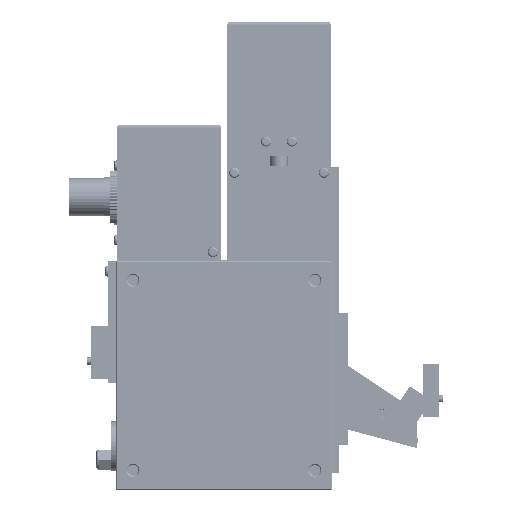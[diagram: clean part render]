
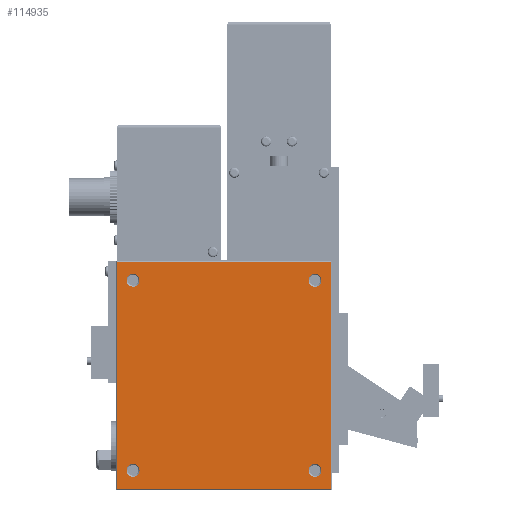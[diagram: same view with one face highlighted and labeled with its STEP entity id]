
A CAD part, left-side view. The second image highlights one B-rep face of the part: STEP entity #114935.
In plain terms, the highlighted planar face has unit normal (-1, 0, 0).
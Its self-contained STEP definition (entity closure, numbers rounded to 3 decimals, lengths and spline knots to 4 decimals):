
#3987=LINE('',#169983,#13792);
#3991=LINE('',#169992,#13796);
#3994=LINE('',#169996,#13799);
#3996=LINE('',#169999,#13801);
#13792=VECTOR('',#139030,6.1811);
#13796=VECTOR('',#139036,6.1811);
#13799=VECTOR('',#139041,6.5748);
#13801=VECTOR('',#139045,6.5748);
#22978=PLANE('',#123817);
#27276=FACE_BOUND('',#39239,.T.);
#27277=FACE_BOUND('',#39240,.T.);
#27278=FACE_BOUND('',#39241,.T.);
#27279=FACE_BOUND('',#39242,.T.);
#31192=FACE_OUTER_BOUND('',#39238,.T.);
#39238=EDGE_LOOP('',(#81476,#81477,#81478,#81479));
#39239=EDGE_LOOP('',(#81480));
#39240=EDGE_LOOP('',(#81481));
#39241=EDGE_LOOP('',(#81482));
#39242=EDGE_LOOP('',(#81483));
#47780=CIRCLE('',#123818,0.187);
#47781=CIRCLE('',#123819,0.187);
#47782=CIRCLE('',#123820,0.187);
#47783=CIRCLE('',#123821,0.187);
#52560=VERTEX_POINT('',#169980);
#52561=VERTEX_POINT('',#169982);
#52564=VERTEX_POINT('',#169989);
#52565=VERTEX_POINT('',#169991);
#52569=VERTEX_POINT('',#170011);
#52570=VERTEX_POINT('',#170013);
#52571=VERTEX_POINT('',#170015);
#52572=VERTEX_POINT('',#170017);
#63746=EDGE_CURVE('',#52560,#52561,#3987,.T.);
#63750=EDGE_CURVE('',#52564,#52565,#3991,.T.);
#63753=EDGE_CURVE('',#52561,#52564,#3994,.T.);
#63755=EDGE_CURVE('',#52565,#52560,#3996,.T.);
#63761=EDGE_CURVE('',#52569,#52569,#47780,.T.);
#63762=EDGE_CURVE('',#52570,#52570,#47781,.T.);
#63763=EDGE_CURVE('',#52571,#52571,#47782,.T.);
#63764=EDGE_CURVE('',#52572,#52572,#47783,.T.);
#81476=ORIENTED_EDGE('',*,*,#63750,.F.);
#81477=ORIENTED_EDGE('',*,*,#63753,.F.);
#81478=ORIENTED_EDGE('',*,*,#63746,.F.);
#81479=ORIENTED_EDGE('',*,*,#63755,.F.);
#81480=ORIENTED_EDGE('',*,*,#63761,.T.);
#81481=ORIENTED_EDGE('',*,*,#63762,.T.);
#81482=ORIENTED_EDGE('',*,*,#63763,.T.);
#81483=ORIENTED_EDGE('',*,*,#63764,.T.);
#114935=ADVANCED_FACE('',(#31192,#27276,#27277,#27278,#27279),#22978,.F.);
#123817=AXIS2_PLACEMENT_3D('',#170010,#139055,#139056);
#123818=AXIS2_PLACEMENT_3D('',#170012,#139057,#139058);
#123819=AXIS2_PLACEMENT_3D('',#170014,#139059,#139060);
#123820=AXIS2_PLACEMENT_3D('',#170016,#139061,#139062);
#123821=AXIS2_PLACEMENT_3D('',#170018,#139063,#139064);
#139030=DIRECTION('',(0.,1.,0.));
#139036=DIRECTION('',(0.,-1.,0.));
#139041=DIRECTION('',(0.,0.,1.));
#139045=DIRECTION('',(0.,0.,-1.));
#139055=DIRECTION('center_axis',(1.,0.,0.));
#139056=DIRECTION('ref_axis',(0.,0.,1.));
#139057=DIRECTION('center_axis',(1.,0.,0.));
#139058=DIRECTION('ref_axis',(0.,-1.,0.));
#139059=DIRECTION('center_axis',(1.,0.,0.));
#139060=DIRECTION('ref_axis',(0.,-1.,0.));
#139061=DIRECTION('center_axis',(1.,0.,0.));
#139062=DIRECTION('ref_axis',(0.,-1.,0.));
#139063=DIRECTION('center_axis',(1.,0.,0.));
#139064=DIRECTION('ref_axis',(0.,-1.,0.));
#169980=CARTESIAN_POINT('',(-25.968,-8.5952,8.155));
#169982=CARTESIAN_POINT('',(-25.968,-2.4141,8.155));
#169983=CARTESIAN_POINT('',(-25.968,-3.9397,8.155));
#169989=CARTESIAN_POINT('',(-25.968,-2.4141,14.7298));
#169991=CARTESIAN_POINT('',(-25.968,-8.5952,14.7298));
#169992=CARTESIAN_POINT('',(-25.968,-7.0696,14.7298));
#169996=CARTESIAN_POINT('',(-25.968,-2.4141,13.1058));
#169999=CARTESIAN_POINT('',(-25.968,-8.5952,9.7791));
#170010=CARTESIAN_POINT('Origin',(-25.968,-5.5047,11.4424));
#170011=CARTESIAN_POINT('',(-25.968,-8.3295,8.6865));
#170012=CARTESIAN_POINT('Origin',(-25.968,-8.1425,8.6865));
#170013=CARTESIAN_POINT('',(-25.968,-8.3295,14.1983));
#170014=CARTESIAN_POINT('Origin',(-25.968,-8.1425,14.1983));
#170015=CARTESIAN_POINT('',(-25.968,-3.0539,14.1983));
#170016=CARTESIAN_POINT('Origin',(-25.968,-2.8669,14.1983));
#170017=CARTESIAN_POINT('',(-25.968,-3.0539,8.6865));
#170018=CARTESIAN_POINT('Origin',(-25.968,-2.8669,8.6865));
